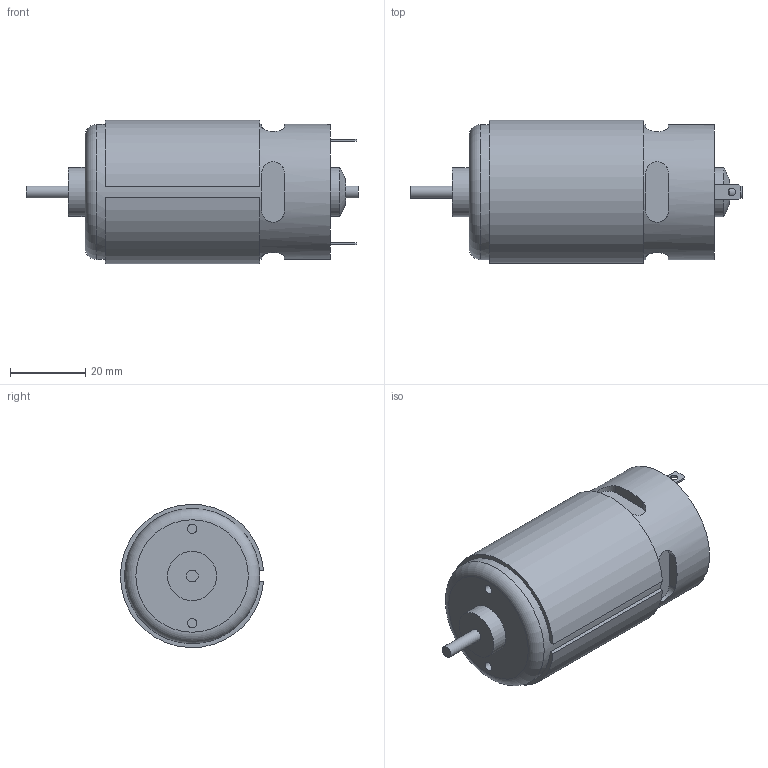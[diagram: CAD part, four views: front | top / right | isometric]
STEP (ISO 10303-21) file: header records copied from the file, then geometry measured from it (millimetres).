
FILE_DESCRIPTION( ( 'Unknown' ), '1' );
FILE_NAME( 'N_5FN.stp', 'Unknown', ( 'Unknown' ), ( 'Unknown' ), 'PSStep 17.0.49', 'Unknown', ' ' );
FILE_SCHEMA( ( 'AUTOMOTIVE_DESIGN { 1 0 10303 214 1 1 1 1 }' ) );
Length unit declared in the file: millimetre
Products named in the file (1): 1
Bounding box: 88 x 37.94 x 37.97 mm (x, y, z)
Volume: 70595.4 mm3; surface area: 10726.1 mm2
Topology: 1 solids, 1 shells, 58 faces, 133 edges, 88 vertices
Faces by surface type: plane 38, cylinder 18, cone 1, torus 1
Full cylindrical faces by diameter (mm): 2 x2, 2.46 x2, 3.175 x2, 13 x2, 35.8 x1
Entity records: 2276 total; most frequent: CARTESIAN_POINT 523, DIRECTION 266, ORIENTED_EDGE 232, EDGE_CURVE 116, AXIS2_PLACEMENT_3D 99, EDGE_LOOP 86, VERTEX_POINT 84, FACE_OUTER_BOUND 68
